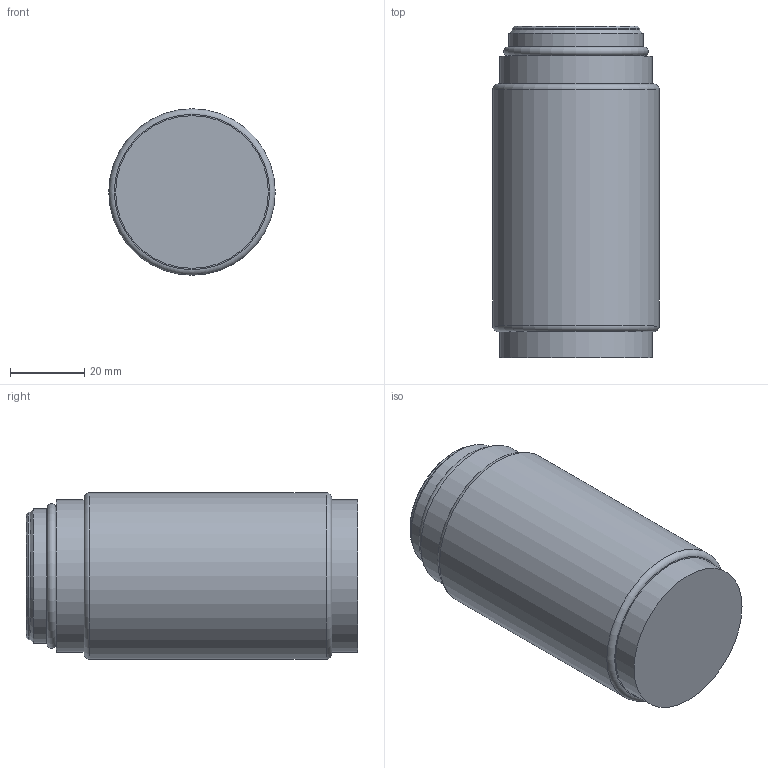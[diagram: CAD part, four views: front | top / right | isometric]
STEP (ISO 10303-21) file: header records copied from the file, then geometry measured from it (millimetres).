
FILE_DESCRIPTION(/* description */ ('STEP AP214'),/* implementation_level */ '2;1');
FILE_NAME(/* name */ '162679_LFMBP-D-MAXI',/* time_stamp */ '2024-09-03T17:17:37+02:00',/* author */ ('License CC BY-ND 4.0'),/* organization */ ('CADENAS'),/* preprocessor_version */ 'ST-DEVELOPER v19.3',/* originating_system */ 'PARTsolutions',/* authorisation */ ' ');
FILE_SCHEMA (('AUTOMOTIVE_DESIGN {1 0 10303 214 3 1 1}'));
Length unit declared in the file: millimetre
Products named in the file (1): 162679 LFMBP-D-MAXI
Bounding box: 44.7 x 89 x 44.7 mm (x, y, z)
Volume: 77399 mm3; surface area: 25051.2 mm2
Topology: 1 solids, 1 shells, 27 faces, 43 edges, 26 vertices
Faces by surface type: cylinder 11, plane 10, cone 3, torus 3
Full cylindrical faces by diameter (mm): 21 x1, 23 x1, 25.5 x1, 29.5 x1, 34.16 x3, 36 x1, 41 x2, 44.7 x1
Entity records: 747 total; most frequent: DIRECTION 108, CARTESIAN_POINT 80, AXIS2_PLACEMENT_3D 54, ORIENTED_EDGE 52, EDGE_LOOP 52, FACE_BOUND 52, STYLED_ITEM 27, PRESENTATION_STYLE_ASSIGNMENT 27
